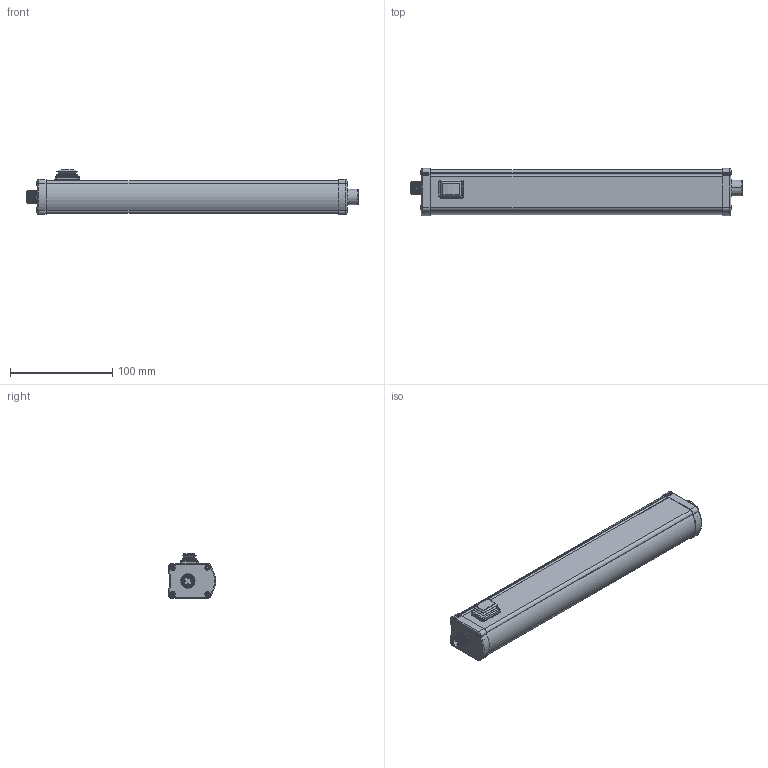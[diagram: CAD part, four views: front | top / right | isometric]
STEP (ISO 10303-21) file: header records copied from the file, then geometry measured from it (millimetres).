
FILE_DESCRIPTION((''),'2;1');
FILE_NAME('243190_SM01_ASM','2025-02-28T10:10:05',('banengservice'),('BANNER ENGINEERING'),'CREO PARAMETRIC BY PTC INC, 2022414','CREO PARAMETRIC BY PTC INC, 2022414','');
FILE_SCHEMA(('CONFIG_CONTROL_DESIGN'));
Products named in the file (2): 243190_EP01; 243190_SM01_ASM
Assembly tree (1 placements, depth 2):
  243190_SM01_ASM
    243190_EP01
Bounding box: 325.1 x 46.2 x 44 mm (x, y, z)
Volume: 406301 mm3; surface area: 59503.3 mm2
Topology: 1 solids, 2 shells, 1174 faces, 2988 edges, 1886 vertices
Faces by surface type: plane 410, cylinder 327, cone 189, torus 125, bspline 109, sphere 14
Entity records: 49476 total; most frequent: CARTESIAN_POINT 21954, ORIENTED_EDGE 5976, DIRECTION 5491, EDGE_CURVE 2988, AXIS2_PLACEMENT_3D 2129, VERTEX_POINT 1886, EDGE_LOOP 1254, VECTOR 1233
